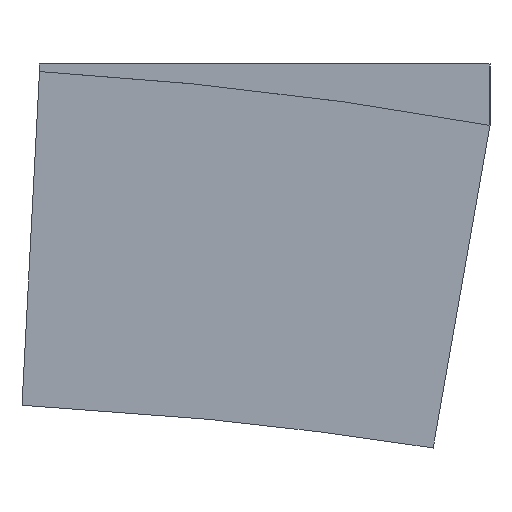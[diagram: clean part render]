
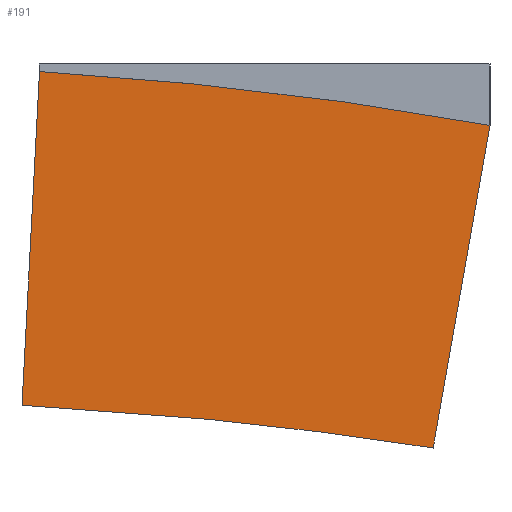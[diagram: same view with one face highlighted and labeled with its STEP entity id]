
A CAD part, front view. The second image highlights one B-rep face of the part: STEP entity #191.
In plain terms, the highlighted free-form (B-spline) face has degree [3, 3] with [4, 7] control points.
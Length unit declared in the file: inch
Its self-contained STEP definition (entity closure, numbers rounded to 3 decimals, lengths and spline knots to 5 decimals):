
#16=B_SPLINE_SURFACE_WITH_KNOTS('',3,3,((#377,#378,#379,#380,#381,#382,
#383),(#384,#385,#386,#387,#388,#389,#390),(#391,#392,#393,#394,#395,#396,
#397),(#398,#399,#400,#401,#402,#403,#404)),.UNSPECIFIED.,.F.,.F.,.F.,(4,
4),(4,1,1,1,4),(-35.56,0.),(1.71244,1.76702,1.86531,
1.96382,1.97702),.UNSPECIFIED.);
#24=FACE_OUTER_BOUND('',#35,.T.);
#35=EDGE_LOOP('',(#151,#152,#153,#154,#155));
#66=B_SPLINE_CURVE_WITH_KNOTS('',3,(#259,#260,#261,#262,#263,#264),
 .UNSPECIFIED.,.F.,.F.,(4,2,4),(-34.76414,-17.37893,-0.02948),
 .UNSPECIFIED.);
#70=B_SPLINE_CURVE_WITH_KNOTS('',3,(#290,#291,#292,#293),.UNSPECIFIED.,
 .F.,.F.,(4,4),(-0.02996,0.),.UNSPECIFIED.);
#74=B_SPLINE_CURVE_WITH_KNOTS('',3,(#323,#324,#325,#326,#327,#328),
 .UNSPECIFIED.,.F.,.F.,(4,2,4),(-35.45657,-17.72824,0.),
 .UNSPECIFIED.);
#75=B_SPLINE_CURVE_WITH_KNOTS('',3,(#363,#364,#365,#366,#367,#368,#369),
 .UNSPECIFIED.,.F.,.F.,(4,1,1,1,4),(1.71258,1.76702,1.86531,
1.96382,1.97364),.UNSPECIFIED.);
#77=B_SPLINE_CURVE_WITH_KNOTS('',3,(#405,#406,#407,#408,#409,#410,#411),
 .UNSPECIFIED.,.F.,.F.,(4,1,1,1,4),(1.71244,1.76702,1.86531,
1.96382,1.97699),.UNSPECIFIED.);
#82=VERTEX_POINT('',#256);
#83=VERTEX_POINT('',#258);
#88=VERTEX_POINT('',#283);
#90=VERTEX_POINT('',#296);
#95=VERTEX_POINT('',#316);
#100=EDGE_CURVE('',#83,#82,#66,.T.);
#107=EDGE_CURVE('',#82,#88,#70,.T.);
#114=EDGE_CURVE('',#90,#95,#74,.T.);
#118=EDGE_CURVE('',#95,#83,#75,.T.);
#120=EDGE_CURVE('',#90,#88,#77,.T.);
#151=ORIENTED_EDGE('',*,*,#100,.T.);
#152=ORIENTED_EDGE('',*,*,#107,.T.);
#153=ORIENTED_EDGE('',*,*,#120,.F.);
#154=ORIENTED_EDGE('',*,*,#114,.T.);
#155=ORIENTED_EDGE('',*,*,#118,.T.);
#191=ADVANCED_FACE('',(#24),#16,.T.);
#256=CARTESIAN_POINT('',(29.22897,-4.,36.92605));
#258=CARTESIAN_POINT('',(26.85432,-4.,23.45874));
#259=CARTESIAN_POINT('Ctrl Pts',(26.85432,-4.,23.45874));
#260=CARTESIAN_POINT('Ctrl Pts',(27.2505,-4.,25.70561));
#261=CARTESIAN_POINT('Ctrl Pts',(27.64669,-4.,27.95247));
#262=CARTESIAN_POINT('Ctrl Pts',(28.43824,-4.,32.44157));
#263=CARTESIAN_POINT('Ctrl Pts',(28.8336,-4.,34.68381));
#264=CARTESIAN_POINT('Ctrl Pts',(29.22897,-4.,36.92605));
#283=CARTESIAN_POINT('',(29.22897,-4.,36.93785));
#290=CARTESIAN_POINT('Ctrl Pts',(29.22897,-4.,36.92605));
#291=CARTESIAN_POINT('Ctrl Pts',(29.22897,-4.,36.92999));
#292=CARTESIAN_POINT('Ctrl Pts',(29.22897,-4.,36.93392));
#293=CARTESIAN_POINT('Ctrl Pts',(29.22897,-4.,36.93785));
#296=CARTESIAN_POINT('',(10.40994,-4.,39.18429));
#316=CARTESIAN_POINT('',(9.67937,-4.,25.24414));
#323=CARTESIAN_POINT('Ctrl Pts',(10.40994,-4.,39.18429));
#324=CARTESIAN_POINT('Ctrl Pts',(10.28818,-4.,36.86092));
#325=CARTESIAN_POINT('Ctrl Pts',(10.16641,-4.,34.53756));
#326=CARTESIAN_POINT('Ctrl Pts',(9.92289,-4.,29.89084));
#327=CARTESIAN_POINT('Ctrl Pts',(9.80113,-4.,27.56749));
#328=CARTESIAN_POINT('Ctrl Pts',(9.67937,-4.,25.24414));
#363=CARTESIAN_POINT('Ctrl Pts',(9.67937,-4.,25.24414));
#364=CARTESIAN_POINT('Ctrl Pts',(10.90998,-4.,25.17875));
#365=CARTESIAN_POINT('Ctrl Pts',(14.34908,-4.,24.96031));
#366=CARTESIAN_POINT('Ctrl Pts',(19.92068,-4.,24.44094));
#367=CARTESIAN_POINT('Ctrl Pts',(24.36787,-4.,23.84828));
#368=CARTESIAN_POINT('Ctrl Pts',(26.64805,-4.,23.49147));
#369=CARTESIAN_POINT('Ctrl Pts',(26.85432,-4.,23.45874));
#377=CARTESIAN_POINT('Ctrl Pts',(10.40994,-4.,39.18429));
#378=CARTESIAN_POINT('Ctrl Pts',(11.73921,-4.,39.10333));
#379=CARTESIAN_POINT('Ctrl Pts',(15.44975,-4.,38.83322));
#380=CARTESIAN_POINT('Ctrl Pts',(21.47062,-4.,38.19128));
#381=CARTESIAN_POINT('Ctrl Pts',(26.37237,-4.,37.44788));
#382=CARTESIAN_POINT('Ctrl Pts',(28.9294,-4.,36.99219));
#383=CARTESIAN_POINT('Ctrl Pts',(29.23081,-4.,36.93751));
#384=CARTESIAN_POINT('Ctrl Pts',(10.16329,-4.,34.53774));
#385=CARTESIAN_POINT('Ctrl Pts',(11.46073,-4.,34.46194));
#386=CARTESIAN_POINT('Ctrl Pts',(15.08184,-4.,34.20902));
#387=CARTESIAN_POINT('Ctrl Pts',(20.95397,-4.,33.60783));
#388=CARTESIAN_POINT('Ctrl Pts',(25.72844,-4.,32.91145));
#389=CARTESIAN_POINT('Ctrl Pts',(28.21635,-4.,32.48452));
#390=CARTESIAN_POINT('Ctrl Pts',(28.50956,-4.,32.43329));
#391=CARTESIAN_POINT('Ctrl Pts',(9.91663,-4.,29.89119));
#392=CARTESIAN_POINT('Ctrl Pts',(11.18224,-4.,29.82054));
#393=CARTESIAN_POINT('Ctrl Pts',(14.71392,-4.,29.58481));
#394=CARTESIAN_POINT('Ctrl Pts',(20.43733,-4.,29.02438));
#395=CARTESIAN_POINT('Ctrl Pts',(25.08451,-4.,28.37502));
#396=CARTESIAN_POINT('Ctrl Pts',(27.50329,-4.,27.97684));
#397=CARTESIAN_POINT('Ctrl Pts',(27.78831,-4.,27.92906));
#398=CARTESIAN_POINT('Ctrl Pts',(9.66998,-4.,25.24464));
#399=CARTESIAN_POINT('Ctrl Pts',(10.90375,-4.,25.17914));
#400=CARTESIAN_POINT('Ctrl Pts',(14.34601,-4.,24.9606));
#401=CARTESIAN_POINT('Ctrl Pts',(19.92068,-4.,24.44094));
#402=CARTESIAN_POINT('Ctrl Pts',(24.44058,-4.,23.83859));
#403=CARTESIAN_POINT('Ctrl Pts',(26.79023,-4.,23.46917));
#404=CARTESIAN_POINT('Ctrl Pts',(27.06707,-4.,23.42484));
#405=CARTESIAN_POINT('Ctrl Pts',(10.40994,-4.,39.18429));
#406=CARTESIAN_POINT('Ctrl Pts',(11.73921,-4.,39.10333));
#407=CARTESIAN_POINT('Ctrl Pts',(15.44975,-4.,38.83322));
#408=CARTESIAN_POINT('Ctrl Pts',(21.47062,-4.,38.19128));
#409=CARTESIAN_POINT('Ctrl Pts',(26.37175,-4.,37.44798));
#410=CARTESIAN_POINT('Ctrl Pts',(28.92818,-4.,36.99241));
#411=CARTESIAN_POINT('Ctrl Pts',(29.22897,-4.,36.93785));
